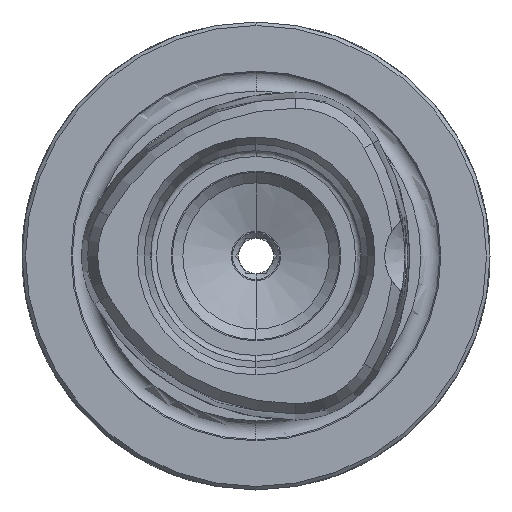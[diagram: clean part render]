
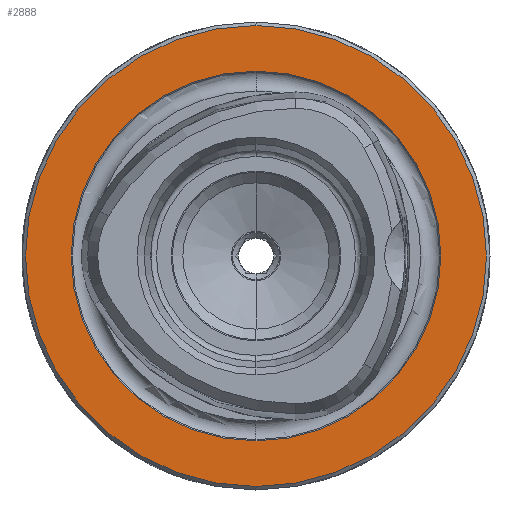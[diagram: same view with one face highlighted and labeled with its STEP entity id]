
A CAD part, left-side view. The second image highlights one B-rep face of the part: STEP entity #2888.
In plain terms, the highlighted planar face has unit normal (-1, 0, 0).
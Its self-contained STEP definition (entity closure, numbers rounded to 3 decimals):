
#393 = DIRECTION ( 'NONE',  ( 0., 0., 1. ) ) ;
#630 = CARTESIAN_POINT ( 'NONE',  ( 0., 0., -15.8 ) ) ;
#635 = VERTEX_POINT ( 'NONE', #1747 ) ;
#654 = EDGE_CURVE ( 'NONE', #635, #1148, #4040, .T. ) ;
#817 = CARTESIAN_POINT ( 'NONE',  ( 0., 15.8, 0. ) ) ;
#919 = CIRCLE ( 'NONE', #6946, 15.8 ) ;
#923 = CARTESIAN_POINT ( 'NONE',  ( 0., 0., 15.8 ) ) ;
#928 = DIRECTION ( 'NONE',  ( 0., 0., -1. ) ) ;
#951 = CARTESIAN_POINT ( 'NONE',  ( 0., 0., 0. ) ) ;
#1148 = VERTEX_POINT ( 'NONE', #2953 ) ;
#1459 = VERTEX_POINT ( 'NONE', #923 ) ;
#1606 = DIRECTION ( 'NONE',  ( -1., 0., 0. ) ) ;
#1747 = CARTESIAN_POINT ( 'NONE',  ( 0., 0., 19.7 ) ) ;
#1848 = EDGE_LOOP ( 'NONE', ( #7668, #7868 ) ) ;
#1997 = EDGE_LOOP ( 'NONE', ( #7394, #4520 ) ) ;
#2187 = DIRECTION ( 'NONE',  ( 0., 0., 1. ) ) ;
#2215 = DIRECTION ( 'NONE',  ( -1., 0., 0. ) ) ;
#2658 = AXIS2_PLACEMENT_3D ( 'NONE', #817, #2922, #928 ) ;
#2732 = CIRCLE ( 'NONE', #7103, 19.7 ) ;
#2888 = ADVANCED_FACE ( 'NONE', ( #5812, #7234 ), #6569, .F. ) ;
#2922 = DIRECTION ( 'NONE',  ( 1., 0., 0. ) ) ;
#2953 = CARTESIAN_POINT ( 'NONE',  ( 0., 0., -19.7 ) ) ;
#3243 = VERTEX_POINT ( 'NONE', #630 ) ;
#3455 = DIRECTION ( 'NONE',  ( 0., 0., 1. ) ) ;
#3498 = AXIS2_PLACEMENT_3D ( 'NONE', #6179, #5482, #393 ) ;
#4040 = CIRCLE ( 'NONE', #3498, 19.7 ) ;
#4520 = ORIENTED_EDGE ( 'NONE', *, *, #6703, .F. ) ;
#4674 = CIRCLE ( 'NONE', #5605, 15.8 ) ;
#4718 = DIRECTION ( 'NONE',  ( -1., 0., 0. ) ) ;
#4835 = CARTESIAN_POINT ( 'NONE',  ( 0., 0., 0. ) ) ;
#5456 = CARTESIAN_POINT ( 'NONE',  ( 0., 0., 0. ) ) ;
#5482 = DIRECTION ( 'NONE',  ( -1., 0., 0. ) ) ;
#5605 = AXIS2_PLACEMENT_3D ( 'NONE', #4835, #2215, #6039 ) ;
#5812 = FACE_BOUND ( 'NONE', #1997, .T. ) ;
#6039 = DIRECTION ( 'NONE',  ( 0., 0., 1. ) ) ;
#6179 = CARTESIAN_POINT ( 'NONE',  ( 0., 0., 0. ) ) ;
#6569 = PLANE ( 'NONE',  #2658 ) ;
#6703 = EDGE_CURVE ( 'NONE', #3243, #1459, #919, .T. ) ;
#6713 = EDGE_CURVE ( 'NONE', #1148, #635, #2732, .T. ) ;
#6946 = AXIS2_PLACEMENT_3D ( 'NONE', #951, #4718, #2187 ) ;
#7103 = AXIS2_PLACEMENT_3D ( 'NONE', #5456, #1606, #3455 ) ;
#7234 = FACE_OUTER_BOUND ( 'NONE', #1848, .T. ) ;
#7394 = ORIENTED_EDGE ( 'NONE', *, *, #8177, .F. ) ;
#7668 = ORIENTED_EDGE ( 'NONE', *, *, #6713, .T. ) ;
#7868 = ORIENTED_EDGE ( 'NONE', *, *, #654, .T. ) ;
#8177 = EDGE_CURVE ( 'NONE', #1459, #3243, #4674, .T. ) ;
